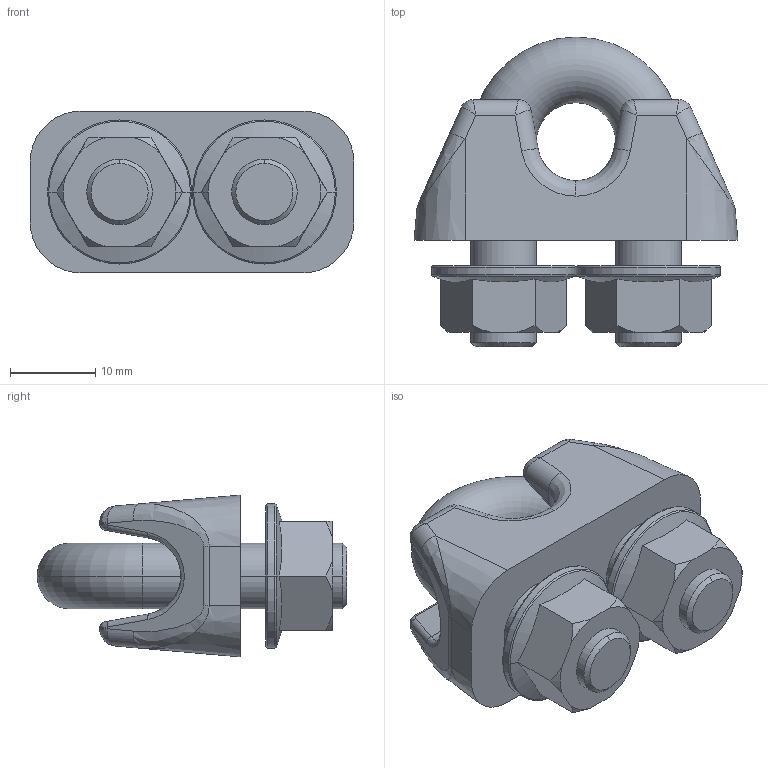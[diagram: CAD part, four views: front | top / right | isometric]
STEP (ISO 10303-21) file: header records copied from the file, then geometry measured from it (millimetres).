
FILE_DESCRIPTION (( 'STEP AP203' ), '1' );
FILE_NAME ('T38401.STEP', '2018-07-23T07:59:41', ( '' ), ( '' ), 'SwSTEP 2.0', 'SolidWorks 2016', '' );
FILE_SCHEMA (( 'CONFIG_CONTROL_DESIGN' ));
Length unit declared in the file: millimetre
Products named in the file (1): T38401
Bounding box: 38 x 36.35 x 19 mm (x, y, z)
Volume: 10171 mm3; surface area: 5820.4 mm2
Topology: 2 solids, 2 shells, 167 faces, 404 edges, 231 vertices
Faces by surface type: cylinder 56, bspline 38, plane 37, cone 26, torus 10
Entity records: 5869 total; most frequent: CARTESIAN_POINT 2373, ORIENTED_EDGE 784, DIRECTION 654, EDGE_CURVE 392, AXIS2_PLACEMENT_3D 256, VERTEX_POINT 231, EDGE_LOOP 173, ADVANCED_FACE 167
